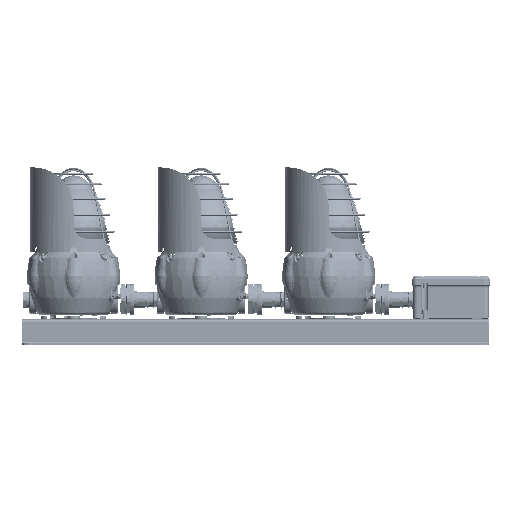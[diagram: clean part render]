
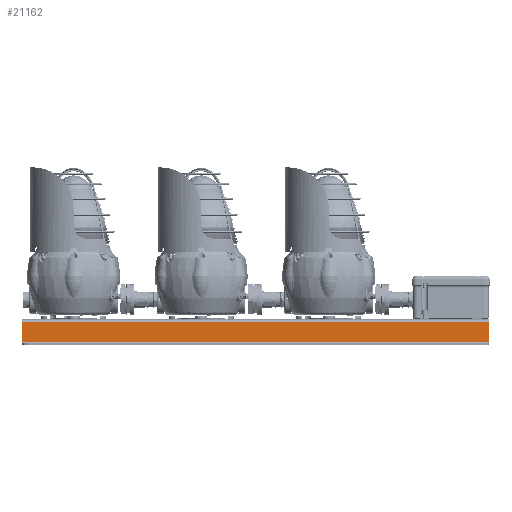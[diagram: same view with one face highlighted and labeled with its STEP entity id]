
A CAD part, front view. The second image highlights one B-rep face of the part: STEP entity #21162.
In plain terms, the highlighted planar face has unit normal (0, -1, 0).
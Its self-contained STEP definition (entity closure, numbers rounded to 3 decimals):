
#1604 = DIRECTION ( 'NONE',  ( -1., 0., 0. ) ) ;
#6485 = CARTESIAN_POINT ( 'NONE',  ( -344., -62., 4. ) ) ;
#14415 = VERTEX_POINT ( 'NONE', #6485 ) ;
#16518 = DIRECTION ( 'NONE',  ( 0., 0., -1. ) ) ;
#18913 = EDGE_CURVE ( 'NONE', #165809, #14415, #114803, .T. ) ;
#20172 = CARTESIAN_POINT ( 'NONE',  ( -344., -62., 35. ) ) ;
#20243 = CARTESIAN_POINT ( 'NONE',  ( 344., -62., 33. ) ) ;
#21162 = ADVANCED_FACE ( 'NONE', ( #103505 ), #60068, .F. ) ;
#44522 = DIRECTION ( 'NONE',  ( 0., 1., 0. ) ) ;
#46629 = CARTESIAN_POINT ( 'NONE',  ( 344., -62., 4. ) ) ;
#56797 = ORIENTED_EDGE ( 'NONE', *, *, #72374, .T. ) ;
#60068 = PLANE ( 'NONE',  #185102 ) ;
#69813 = VECTOR ( 'NONE', #16518, 1000. ) ;
#72374 = EDGE_CURVE ( 'NONE', #169081, #209031, #152626, .T. ) ;
#72618 = DIRECTION ( 'NONE',  ( 0., 0., -1. ) ) ;
#80481 = VECTOR ( 'NONE', #72618, 1000. ) ;
#92290 = EDGE_CURVE ( 'NONE', #169081, #165809, #186155, .T. ) ;
#102807 = CARTESIAN_POINT ( 'NONE',  ( -344., -62., 33. ) ) ;
#103505 = FACE_OUTER_BOUND ( 'NONE', #212339, .T. ) ;
#104956 = CARTESIAN_POINT ( 'NONE',  ( 344., -62., 4. ) ) ;
#107770 = VECTOR ( 'NONE', #193553, 1000. ) ;
#111721 = ORIENTED_EDGE ( 'NONE', *, *, #201004, .T. ) ;
#114803 = LINE ( 'NONE', #104956, #120065 ) ;
#120065 = VECTOR ( 'NONE', #1604, 1000. ) ;
#129348 = ORIENTED_EDGE ( 'NONE', *, *, #92290, .F. ) ;
#145724 = CARTESIAN_POINT ( 'NONE',  ( 344., -62., 35. ) ) ;
#152626 = LINE ( 'NONE', #159538, #107770 ) ;
#159538 = CARTESIAN_POINT ( 'NONE',  ( 344., -62., 33. ) ) ;
#165809 = VERTEX_POINT ( 'NONE', #46629 ) ;
#167731 = LINE ( 'NONE', #20172, #80481 ) ;
#169081 = VERTEX_POINT ( 'NONE', #20243 ) ;
#185102 = AXIS2_PLACEMENT_3D ( 'NONE', #145724, #44522, #195998 ) ;
#185615 = CARTESIAN_POINT ( 'NONE',  ( 344., -62., 35. ) ) ;
#186155 = LINE ( 'NONE', #185615, #69813 ) ;
#189126 = ORIENTED_EDGE ( 'NONE', *, *, #18913, .F. ) ;
#193553 = DIRECTION ( 'NONE',  ( -1., 0., 0. ) ) ;
#195998 = DIRECTION ( 'NONE',  ( 0., 0., 1. ) ) ;
#201004 = EDGE_CURVE ( 'NONE', #209031, #14415, #167731, .T. ) ;
#209031 = VERTEX_POINT ( 'NONE', #102807 ) ;
#212339 = EDGE_LOOP ( 'NONE', ( #111721, #189126, #129348, #56797 ) ) ;
